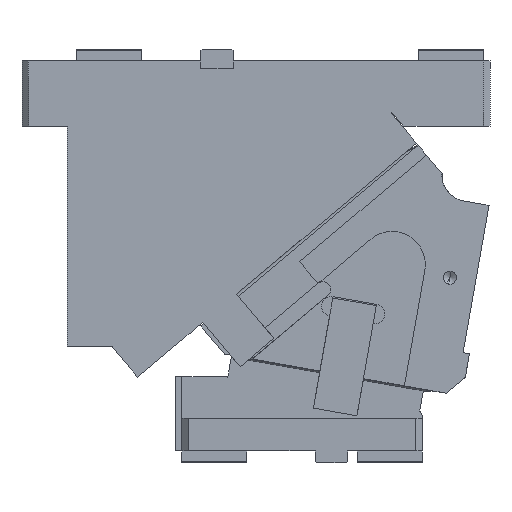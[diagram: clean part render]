
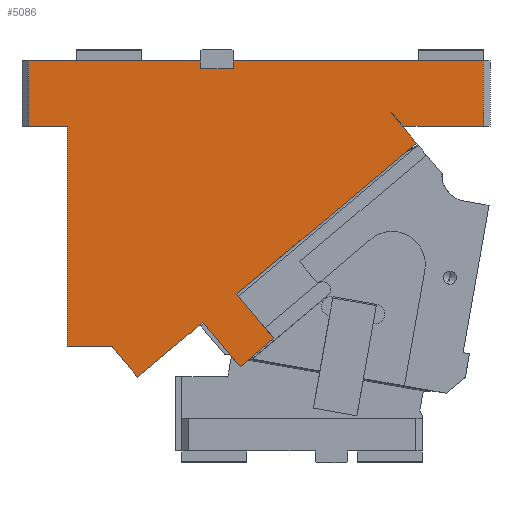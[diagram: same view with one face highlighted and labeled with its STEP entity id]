
A CAD part, front view. The second image highlights one B-rep face of the part: STEP entity #5086.
In plain terms, the highlighted planar face has unit normal (0, -1, 0).
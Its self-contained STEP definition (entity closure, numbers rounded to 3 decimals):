
#372=CARTESIAN_POINT('Vertex',(5.,-82.5,0.)) ;
#375=CARTESIAN_POINT('Line Origine',(71.25,-82.5,0.)) ;
#379=CARTESIAN_POINT('Vertex',(137.5,-82.5,0.)) ;
#692=CARTESIAN_POINT('Vertex',(5.,-82.5,-50.)) ;
#695=CARTESIAN_POINT('Line Origine',(5.,-82.5,-25.)) ;
#719=CARTESIAN_POINT('Line Origine',(137.5,-82.5,-3.)) ;
#723=CARTESIAN_POINT('Vertex',(137.5,-82.5,-6.)) ;
#813=CARTESIAN_POINT('Vertex',(162.5,-82.5,0.)) ;
#827=CARTESIAN_POINT('Vertex',(162.5,-82.5,-6.)) ;
#830=CARTESIAN_POINT('Line Origine',(162.5,-82.5,-3.)) ;
#1182=CARTESIAN_POINT('Vertex',(88.951,-82.5,-243.207)) ;
#1187=CARTESIAN_POINT('Line Origine',(79.309,-82.5,-231.717)) ;
#1191=CARTESIAN_POINT('Vertex',(69.667,-82.5,-220.226)) ;
#1533=CARTESIAN_POINT('Vertex',(35.,-82.5,-220.)) ;
#1536=CARTESIAN_POINT('Line Origine',(35.,-82.5,-135.)) ;
#1540=CARTESIAN_POINT('Vertex',(35.,-82.5,-50.)) ;
#1911=CARTESIAN_POINT('Vertex',(69.937,-82.5,-220.)) ;
#1914=CARTESIAN_POINT('Line Origine',(52.468,-82.5,-220.)) ;
#2976=CARTESIAN_POINT('Line Origine',(69.802,-82.5,-220.113)) ;
#3573=CARTESIAN_POINT('Vertex',(284.16,-82.5,-40.246)) ;
#3611=CARTESIAN_POINT('Vertex',(284.543,-82.5,-39.924)) ;
#3614=CARTESIAN_POINT('Line Origine',(284.351,-82.5,-40.085)) ;
#3637=CARTESIAN_POINT('Line Origine',(288.77,-82.5,-44.962)) ;
#3641=CARTESIAN_POINT('Vertex',(292.997,-82.5,-50.)) ;
#4136=CARTESIAN_POINT('Vertex',(355.,-82.5,0.)) ;
#4139=CARTESIAN_POINT('Line Origine',(355.,-82.5,-25.)) ;
#4143=CARTESIAN_POINT('Vertex',(355.,-82.5,-50.)) ;
#4481=CARTESIAN_POINT('Line Origine',(323.999,-82.5,-50.)) ;
#4589=CARTESIAN_POINT('Line Origine',(258.75,-82.5,0.)) ;
#4831=CARTESIAN_POINT('Line Origine',(150.,-82.5,-6.)) ;
#4932=CARTESIAN_POINT('Vertex',(193.776,-82.5,-213.339)) ;
#4944=CARTESIAN_POINT('Vertex',(165.172,-82.5,-179.25)) ;
#4947=CARTESIAN_POINT('Line Origine',(179.474,-82.5,-196.295)) ;
#4983=CARTESIAN_POINT('Line Origine',(153.429,-82.5,-218.149)) ;
#4987=CARTESIAN_POINT('Vertex',(167.731,-82.5,-235.194)) ;
#4989=CARTESIAN_POINT('Vertex',(139.127,-82.5,-201.105)) ;
#5016=CARTESIAN_POINT('Line Origine',(180.753,-82.5,-224.266)) ;
#5028=CARTESIAN_POINT('Axis2P3D Location',(0.,-82.5,0.)) ;
#5033=CARTESIAN_POINT('Line Origine',(234.308,-82.5,-121.239)) ;
#5037=CARTESIAN_POINT('Vertex',(303.443,-82.5,-63.227)) ;
#5040=CARTESIAN_POINT('Line Origine',(293.801,-82.5,-51.736)) ;
#5045=CARTESIAN_POINT('Line Origine',(20.,-82.5,-50.)) ;
#5050=CARTESIAN_POINT('Line Origine',(107.527,-82.5,-227.62)) ;
#5054=CARTESIAN_POINT('Vertex',(126.104,-82.5,-212.032)) ;
#5057=CARTESIAN_POINT('Line Origine',(132.615,-82.5,-206.569)) ;
#376=DIRECTION('Vector Direction',(1.,0.,0.)) ;
#696=DIRECTION('Vector Direction',(0.,0.,-1.)) ;
#720=DIRECTION('Vector Direction',(0.,0.,1.)) ;
#831=DIRECTION('Vector Direction',(0.,0.,-1.)) ;
#1188=DIRECTION('Vector Direction',(0.643,0.,-0.766)) ;
#1537=DIRECTION('Vector Direction',(0.,0.,-1.)) ;
#1915=DIRECTION('Vector Direction',(1.,0.,0.)) ;
#2977=DIRECTION('Vector Direction',(-0.766,0.,-0.643)) ;
#3615=DIRECTION('Vector Direction',(-0.766,0.,-0.643)) ;
#3638=DIRECTION('Vector Direction',(-0.643,0.,0.766)) ;
#4140=DIRECTION('Vector Direction',(0.,0.,1.)) ;
#4482=DIRECTION('Vector Direction',(-1.,0.,0.)) ;
#4590=DIRECTION('Vector Direction',(1.,0.,0.)) ;
#4832=DIRECTION('Vector Direction',(1.,0.,0.)) ;
#4948=DIRECTION('Vector Direction',(-0.643,0.,0.766)) ;
#4984=DIRECTION('Vector Direction',(-0.643,0.,0.766)) ;
#5017=DIRECTION('Vector Direction',(0.766,0.,0.643)) ;
#5029=DIRECTION('Axis2P3D Direction',(0.,1.,0.)) ;
#5030=DIRECTION('Axis2P3D XDirection',(0.,0.,1.)) ;
#5034=DIRECTION('Vector Direction',(-0.766,0.,-0.643)) ;
#5041=DIRECTION('Vector Direction',(0.643,0.,-0.766)) ;
#5046=DIRECTION('Vector Direction',(1.,0.,0.)) ;
#5051=DIRECTION('Vector Direction',(-0.766,0.,-0.643)) ;
#5058=DIRECTION('Vector Direction',(-0.766,0.,-0.643)) ;
#5031=AXIS2_PLACEMENT_3D('Plane Axis2P3D',#5028,#5029,#5030) ;
#5063=ORIENTED_EDGE('',*,*,#5020,.T.) ;
#5064=ORIENTED_EDGE('',*,*,#4951,.T.) ;
#5065=ORIENTED_EDGE('',*,*,#5039,.F.) ;
#5066=ORIENTED_EDGE('',*,*,#5044,.F.) ;
#5067=ORIENTED_EDGE('',*,*,#3618,.F.) ;
#5068=ORIENTED_EDGE('',*,*,#3643,.F.) ;
#5069=ORIENTED_EDGE('',*,*,#4485,.F.) ;
#5070=ORIENTED_EDGE('',*,*,#4145,.T.) ;
#5071=ORIENTED_EDGE('',*,*,#4593,.F.) ;
#5072=ORIENTED_EDGE('',*,*,#834,.T.) ;
#5073=ORIENTED_EDGE('',*,*,#4835,.F.) ;
#5074=ORIENTED_EDGE('',*,*,#725,.T.) ;
#5075=ORIENTED_EDGE('',*,*,#381,.F.) ;
#5076=ORIENTED_EDGE('',*,*,#699,.T.) ;
#5077=ORIENTED_EDGE('',*,*,#5049,.T.) ;
#5078=ORIENTED_EDGE('',*,*,#1542,.T.) ;
#5079=ORIENTED_EDGE('',*,*,#1918,.T.) ;
#5080=ORIENTED_EDGE('',*,*,#2980,.T.) ;
#5081=ORIENTED_EDGE('',*,*,#1193,.T.) ;
#5082=ORIENTED_EDGE('',*,*,#5056,.F.) ;
#5083=ORIENTED_EDGE('',*,*,#5061,.F.) ;
#5084=ORIENTED_EDGE('',*,*,#4991,.F.) ;
#377=VECTOR('Line Direction',#376,1.) ;
#697=VECTOR('Line Direction',#696,1.) ;
#721=VECTOR('Line Direction',#720,1.) ;
#832=VECTOR('Line Direction',#831,1.) ;
#1189=VECTOR('Line Direction',#1188,1.) ;
#1538=VECTOR('Line Direction',#1537,1.) ;
#1916=VECTOR('Line Direction',#1915,1.) ;
#2978=VECTOR('Line Direction',#2977,1.) ;
#3616=VECTOR('Line Direction',#3615,1.) ;
#3639=VECTOR('Line Direction',#3638,1.) ;
#4141=VECTOR('Line Direction',#4140,1.) ;
#4483=VECTOR('Line Direction',#4482,1.) ;
#4591=VECTOR('Line Direction',#4590,1.) ;
#4833=VECTOR('Line Direction',#4832,1.) ;
#4949=VECTOR('Line Direction',#4948,1.) ;
#4985=VECTOR('Line Direction',#4984,1.) ;
#5018=VECTOR('Line Direction',#5017,1.) ;
#5035=VECTOR('Line Direction',#5034,1.) ;
#5042=VECTOR('Line Direction',#5041,1.) ;
#5047=VECTOR('Line Direction',#5046,1.) ;
#5052=VECTOR('Line Direction',#5051,1.) ;
#5059=VECTOR('Line Direction',#5058,1.) ;
#5086=ADVANCED_FACE('CAM HOLDER',(#5085),#5032,.F.) ;
#381=EDGE_CURVE('',#373,#380,#378,.T.) ;
#699=EDGE_CURVE('',#373,#693,#698,.T.) ;
#725=EDGE_CURVE('',#724,#380,#722,.T.) ;
#834=EDGE_CURVE('',#814,#828,#833,.T.) ;
#1193=EDGE_CURVE('',#1192,#1183,#1190,.T.) ;
#1542=EDGE_CURVE('',#1541,#1534,#1539,.T.) ;
#1918=EDGE_CURVE('',#1534,#1912,#1917,.T.) ;
#2980=EDGE_CURVE('',#1912,#1192,#2979,.T.) ;
#3618=EDGE_CURVE('',#3612,#3574,#3617,.T.) ;
#3643=EDGE_CURVE('',#3642,#3612,#3640,.T.) ;
#4145=EDGE_CURVE('',#4144,#4137,#4142,.T.) ;
#4485=EDGE_CURVE('',#4144,#3642,#4484,.T.) ;
#4593=EDGE_CURVE('',#814,#4137,#4592,.T.) ;
#4835=EDGE_CURVE('',#724,#828,#4834,.T.) ;
#4951=EDGE_CURVE('',#4933,#4945,#4950,.T.) ;
#4991=EDGE_CURVE('',#4988,#4990,#4986,.T.) ;
#5020=EDGE_CURVE('',#4988,#4933,#5019,.T.) ;
#5039=EDGE_CURVE('',#5038,#4945,#5036,.T.) ;
#5044=EDGE_CURVE('',#3574,#5038,#5043,.T.) ;
#5049=EDGE_CURVE('',#693,#1541,#5048,.T.) ;
#5056=EDGE_CURVE('',#5055,#1183,#5053,.T.) ;
#5061=EDGE_CURVE('',#4990,#5055,#5060,.T.) ;
#5062=EDGE_LOOP('',(#5063,#5064,#5065,#5066,#5067,#5068,#5069,#5070,#5071,#5072,#5073,#5074,#5075,#5076,#5077,#5078,#5079,#5080,#5081,#5082,#5083,#5084)) ;
#5085=FACE_OUTER_BOUND('',#5062,.T.) ;
#378=LINE('Line',#375,#377) ;
#698=LINE('Line',#695,#697) ;
#722=LINE('Line',#719,#721) ;
#833=LINE('Line',#830,#832) ;
#1190=LINE('Line',#1187,#1189) ;
#1539=LINE('Line',#1536,#1538) ;
#1917=LINE('Line',#1914,#1916) ;
#2979=LINE('Line',#2976,#2978) ;
#3617=LINE('Line',#3614,#3616) ;
#3640=LINE('Line',#3637,#3639) ;
#4142=LINE('Line',#4139,#4141) ;
#4484=LINE('Line',#4481,#4483) ;
#4592=LINE('Line',#4589,#4591) ;
#4834=LINE('Line',#4831,#4833) ;
#4950=LINE('Line',#4947,#4949) ;
#4986=LINE('Line',#4983,#4985) ;
#5019=LINE('Line',#5016,#5018) ;
#5036=LINE('Line',#5033,#5035) ;
#5043=LINE('Line',#5040,#5042) ;
#5048=LINE('Line',#5045,#5047) ;
#5053=LINE('Line',#5050,#5052) ;
#5060=LINE('Line',#5057,#5059) ;
#5032=PLANE('Plane',#5031) ;
#373=VERTEX_POINT('',#372) ;
#380=VERTEX_POINT('',#379) ;
#693=VERTEX_POINT('',#692) ;
#724=VERTEX_POINT('',#723) ;
#814=VERTEX_POINT('',#813) ;
#828=VERTEX_POINT('',#827) ;
#1183=VERTEX_POINT('',#1182) ;
#1192=VERTEX_POINT('',#1191) ;
#1534=VERTEX_POINT('',#1533) ;
#1541=VERTEX_POINT('',#1540) ;
#1912=VERTEX_POINT('',#1911) ;
#3574=VERTEX_POINT('',#3573) ;
#3612=VERTEX_POINT('',#3611) ;
#3642=VERTEX_POINT('',#3641) ;
#4137=VERTEX_POINT('',#4136) ;
#4144=VERTEX_POINT('',#4143) ;
#4933=VERTEX_POINT('',#4932) ;
#4945=VERTEX_POINT('',#4944) ;
#4988=VERTEX_POINT('',#4987) ;
#4990=VERTEX_POINT('',#4989) ;
#5038=VERTEX_POINT('',#5037) ;
#5055=VERTEX_POINT('',#5054) ;
